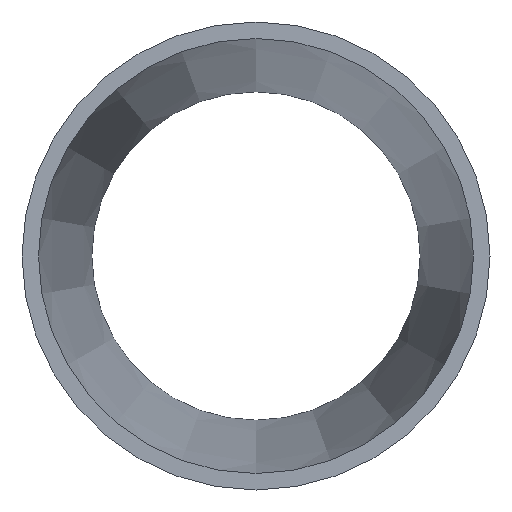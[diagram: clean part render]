
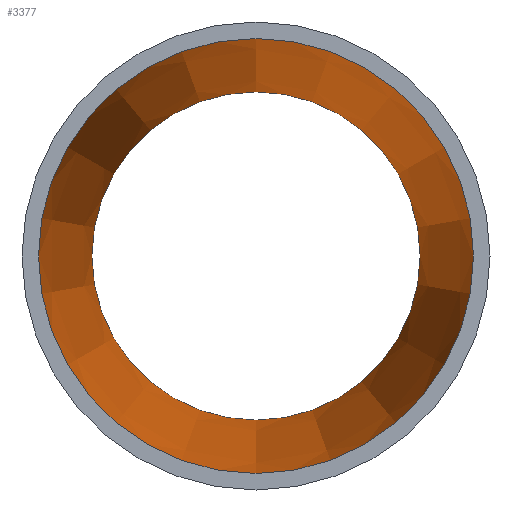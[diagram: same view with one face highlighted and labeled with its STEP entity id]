
A CAD part, front view. The second image highlights one B-rep face of the part: STEP entity #3377.
In plain terms, the highlighted conical face has half-angle 4.888 degrees and reference radius 26.493 mm.
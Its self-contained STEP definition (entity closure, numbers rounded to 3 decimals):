
#1359 = DIRECTION ( 'NONE',  ( 0., -1., 0. ) ) ;
#1441 = AXIS2_PLACEMENT_3D ( 'NONE', #2915, #9196, #6115 ) ;
#2201 = CIRCLE ( 'NONE', #4845, 19.993 ) ;
#2812 = CARTESIAN_POINT ( 'NONE',  ( 0., 0., 0. ) ) ;
#2915 = CARTESIAN_POINT ( 'NONE',  ( 0., 0., 0. ) ) ;
#3377 = ADVANCED_FACE ( 'NONE', ( #11043, #7548 ), #3828, .F. ) ;
#3507 = AXIS2_PLACEMENT_3D ( 'NONE', #2812, #1359, #10639 ) ;
#3828 = CONICAL_SURFACE ( 'NONE', #3507, 26.493, 0.085 ) ;
#4557 = CARTESIAN_POINT ( 'NONE',  ( 0., 76., -19.993 ) ) ;
#4845 = AXIS2_PLACEMENT_3D ( 'NONE', #13686, #13376, #11836 ) ;
#6115 = DIRECTION ( 'NONE',  ( 0., 0., -1. ) ) ;
#7548 = FACE_OUTER_BOUND ( 'NONE', #7956, .T. ) ;
#7956 = EDGE_LOOP ( 'NONE', ( #10508 ) ) ;
#9196 = DIRECTION ( 'NONE',  ( 0., -1., 0. ) ) ;
#10336 = CIRCLE ( 'NONE', #1441, 26.493 ) ;
#10508 = ORIENTED_EDGE ( 'NONE', *, *, #12258, .T. ) ;
#10632 = VERTEX_POINT ( 'NONE', #17187 ) ;
#10639 = DIRECTION ( 'NONE',  ( 0., 0., -1. ) ) ;
#11043 = FACE_BOUND ( 'NONE', #19234, .T. ) ;
#11836 = DIRECTION ( 'NONE',  ( 0., 0., -1. ) ) ;
#12258 = EDGE_CURVE ( 'NONE', #10632, #10632, #10336, .T. ) ;
#13376 = DIRECTION ( 'NONE',  ( 0., -1., 0. ) ) ;
#13410 = ORIENTED_EDGE ( 'NONE', *, *, #15457, .F. ) ;
#13686 = CARTESIAN_POINT ( 'NONE',  ( 0., 76., 0. ) ) ;
#15457 = EDGE_CURVE ( 'NONE', #15460, #15460, #2201, .T. ) ;
#15460 = VERTEX_POINT ( 'NONE', #4557 ) ;
#17187 = CARTESIAN_POINT ( 'NONE',  ( 0., 0., -26.493 ) ) ;
#19234 = EDGE_LOOP ( 'NONE', ( #13410 ) ) ;
